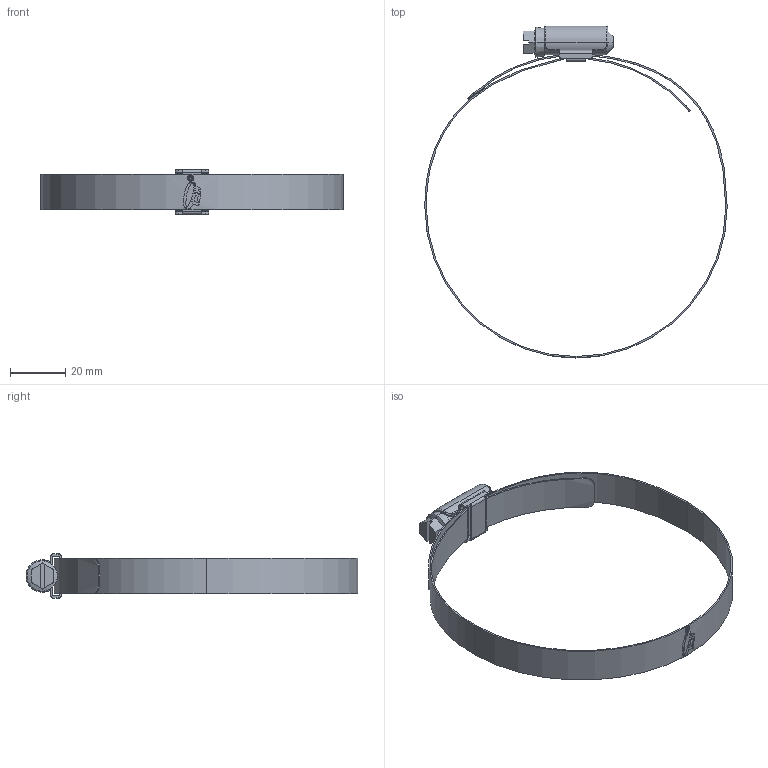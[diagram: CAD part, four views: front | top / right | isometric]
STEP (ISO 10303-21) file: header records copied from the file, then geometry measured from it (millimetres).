
FILE_DESCRIPTION (( 'STEP AP214' ), '1' );
FILE_NAME ('TRI-632-MWD-60.step', '2025-08-18T10:07:40', ( '' ), ( '' ), 'SwSTEP 2.0', 'SolidWorks 2025', '' );
FILE_SCHEMA (( 'AUTOMOTIVE_DESIGN' ));
Length unit declared in the file: millimetre
Products named in the file (1): TRI-632-MWD-60
Bounding box: 109.06 x 119.73 x 16 mm (x, y, z)
Volume: 5577 mm3; surface area: 14204.9 mm2
Topology: 3 solids, 3 shells, 217 faces, 580 edges, 378 vertices
Faces by surface type: cylinder 99, bspline 57, plane 49, cone 6, torus 6
Entity records: 8537 total; most frequent: CARTESIAN_POINT 3675, ORIENTED_EDGE 1160, DIRECTION 748, EDGE_CURVE 580, VERTEX_POINT 378, LINE 258, VECTOR 258, AXIS2_PLACEMENT_3D 245
